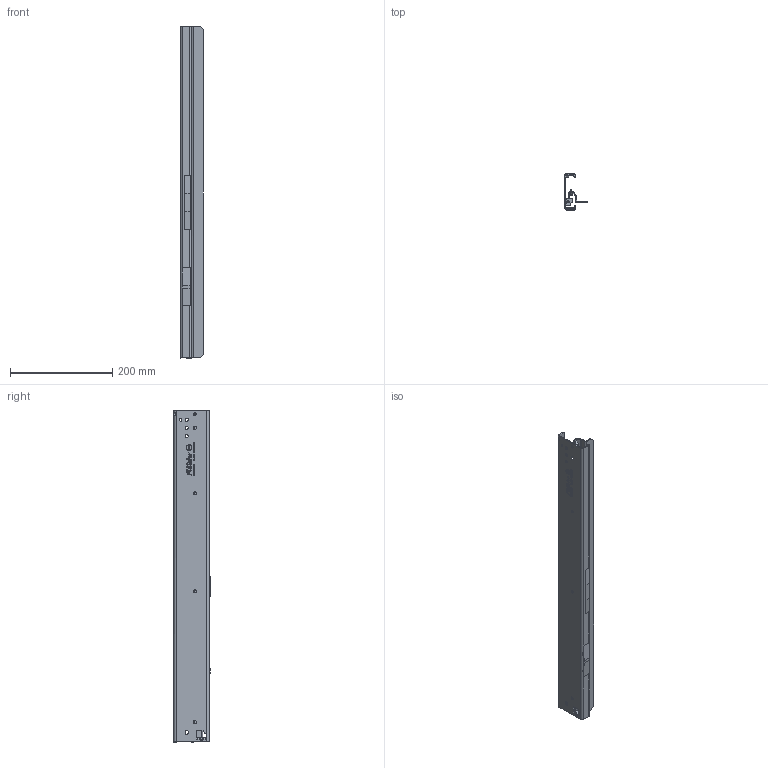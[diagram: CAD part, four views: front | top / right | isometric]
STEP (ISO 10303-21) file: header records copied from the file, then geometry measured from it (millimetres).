
FILE_DESCRIPTION (( 'STEP AP214' ), '1' );
FILE_NAME ('FR_7100_SCC.0650mm_26inch_closed_left.STEP', '2022-11-18T06:05:12', ( '' ), ( '' ), 'SwSTEP 2.0', 'SolidWorks 2020', '' );
FILE_SCHEMA (( 'AUTOMOTIVE_DESIGN' ));
Length unit declared in the file: millimetre
Products named in the file (5): CS# 7100.XXX-03.S157_NL 650; CS# 7100.XXX-01.0000_NL 650; FR_7100_SCC.0650mm_26inch_closed_left
Assembly tree (4 placements, depth 3):
  FR_7100_SCC.0650mm_26inch_closed_left
    CS# 7100.XXX-01.0000_NL 650
      CS# 7100.XXX-01.0000_NL 650
    CS# 7100.XXX-03.S157_NL 650
      CS# 7100.XXX-03.S157_NL 650
Bounding box: 45 x 70.8 x 650 mm (x, y, z)
Volume: 246630.8 mm3; surface area: 220561.5 mm2
Topology: 2 solids, 2 shells, 899 faces, 2407 edges, 1548 vertices
Faces by surface type: plane 520, bspline 169, cylinder 135, cone 73, sphere 2
Entity records: 47212 total; most frequent: CARTESIAN_POINT 19758, ORIENTED_EDGE 4802, DIRECTION 3726, EDGE_CURVE 2401, VERTEX_POINT 1548, VECTOR 1486, LINE 1486, AXIS2_PLACEMENT_3D 1120
